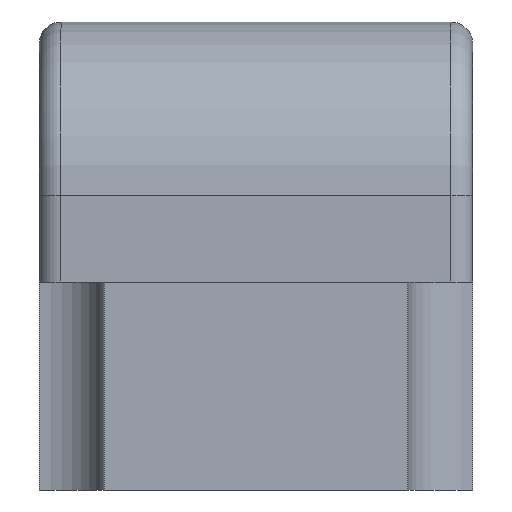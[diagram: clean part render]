
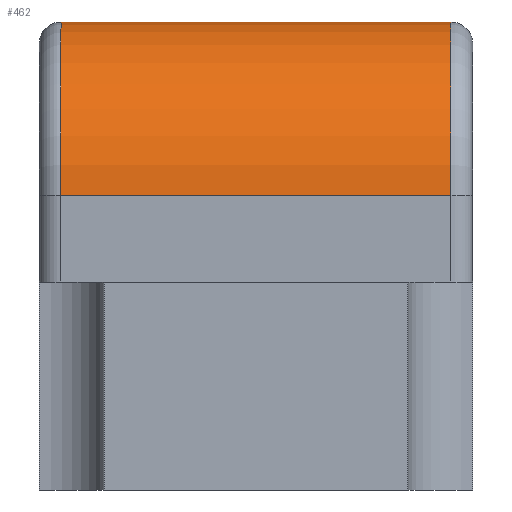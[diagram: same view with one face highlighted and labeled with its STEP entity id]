
A CAD part, left-side view. The second image highlights one B-rep face of the part: STEP entity #462.
In plain terms, the highlighted cylindrical face has radius 0.4 mm (diameter 0.8 mm), a partial arc.
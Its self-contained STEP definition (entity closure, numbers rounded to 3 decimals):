
#62=FACE_OUTER_BOUND('',#90,.T.);
#90=EDGE_LOOP('',(#412,#413,#414,#415));
#125=LINE('',#811,#161);
#127=LINE('',#815,#163);
#161=VECTOR('',#674,10.);
#163=VECTOR('',#680,10.);
#179=CIRCLE('',#508,0.4);
#185=CIRCLE('',#519,0.4);
#215=VERTEX_POINT('',#753);
#217=VERTEX_POINT('',#759);
#225=VERTEX_POINT('',#783);
#227=VERTEX_POINT('',#788);
#267=EDGE_CURVE('',#217,#215,#179,.T.);
#281=EDGE_CURVE('',#227,#225,#185,.T.);
#293=EDGE_CURVE('',#217,#225,#125,.T.);
#295=EDGE_CURVE('',#227,#215,#127,.T.);
#412=ORIENTED_EDGE('',*,*,#267,.F.);
#413=ORIENTED_EDGE('',*,*,#293,.T.);
#414=ORIENTED_EDGE('',*,*,#281,.F.);
#415=ORIENTED_EDGE('',*,*,#295,.T.);
#435=CYLINDRICAL_SURFACE('',#533,0.4);
#462=ADVANCED_FACE('',(#62),#435,.T.);
#508=AXIS2_PLACEMENT_3D('',#761,#615,#616);
#519=AXIS2_PLACEMENT_3D('',#790,#645,#646);
#533=AXIS2_PLACEMENT_3D('',#816,#681,#682);
#615=DIRECTION('center_axis',(0.,1.,0.));
#616=DIRECTION('ref_axis',(-0.707,0.,0.707));
#645=DIRECTION('center_axis',(0.,-1.,0.));
#646=DIRECTION('ref_axis',(-0.707,0.,0.707));
#674=DIRECTION('',(0.,-1.,0.));
#680=DIRECTION('',(0.,1.,0.));
#681=DIRECTION('center_axis',(0.,-1.,0.));
#682=DIRECTION('ref_axis',(-0.707,0.,0.707));
#753=CARTESIAN_POINT('',(-0.6,0.45,1.08));
#759=CARTESIAN_POINT('',(-1.,0.45,0.68));
#761=CARTESIAN_POINT('Origin',(-0.6,0.45,0.68));
#783=CARTESIAN_POINT('',(-1.,-0.45,0.68));
#788=CARTESIAN_POINT('',(-0.6,-0.45,1.08));
#790=CARTESIAN_POINT('Origin',(-0.6,-0.45,0.68));
#811=CARTESIAN_POINT('',(-1.,0.25,0.68));
#815=CARTESIAN_POINT('',(-0.6,0.25,1.08));
#816=CARTESIAN_POINT('Origin',(-0.6,0.25,0.68));
